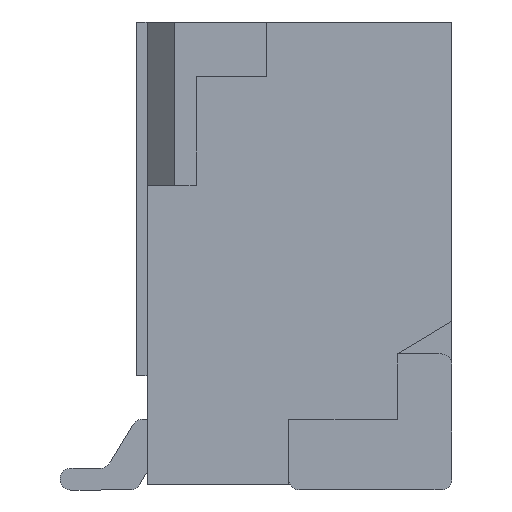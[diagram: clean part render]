
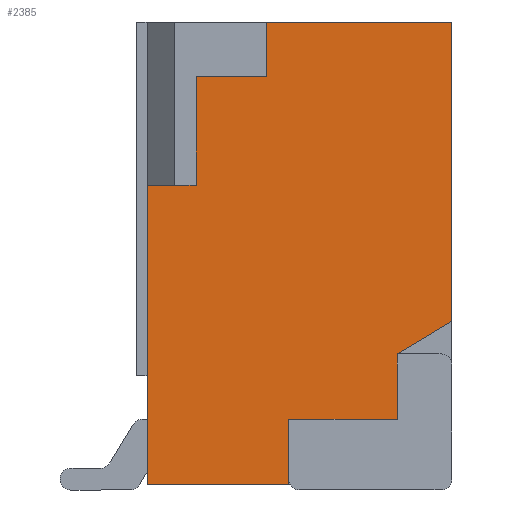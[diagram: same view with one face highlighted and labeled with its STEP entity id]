
A CAD part, left-side view. The second image highlights one B-rep face of the part: STEP entity #2385.
In plain terms, the highlighted planar face has unit normal (-1, 0, 0).
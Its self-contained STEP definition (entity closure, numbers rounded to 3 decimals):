
#2385=ADVANCED_FACE('',(#5554),#5556,.T.);
#5554=FACE_BOUND('',#5555,.T.);
#5555=EDGE_LOOP('',(#8140,#8141,#8142,#8143,#8144,#8145,#8146,#8147,#8148,#8149,
#8150,#8151));
#5556=PLANE('',#5557);
#5557=AXIS2_PLACEMENT_3D('',#5558,#5559,#5560);
#5558=CARTESIAN_POINT('',(-1.5,0.,0.));
#5559=DIRECTION('',(-1.,0.,0.));
#5560=DIRECTION('',(0.,0.,1.));
#8140=ORIENTED_EDGE('',*,*,#9853,.T.);
#8141=ORIENTED_EDGE('',*,*,#9854,.T.);
#8142=ORIENTED_EDGE('',*,*,#9855,.T.);
#8143=ORIENTED_EDGE('',*,*,#9856,.T.);
#8144=ORIENTED_EDGE('',*,*,#9857,.T.);
#8145=ORIENTED_EDGE('',*,*,#9750,.T.);
#8146=ORIENTED_EDGE('',*,*,#9852,.T.);
#8147=ORIENTED_EDGE('',*,*,#9858,.T.);
#8148=ORIENTED_EDGE('',*,*,#9859,.T.);
#8149=ORIENTED_EDGE('',*,*,#9860,.T.);
#8150=ORIENTED_EDGE('',*,*,#9828,.T.);
#8151=ORIENTED_EDGE('',*,*,#9861,.T.);
#9750=EDGE_CURVE('',#11390,#11388,#11391,.T.);
#9828=EDGE_CURVE('',#11545,#11543,#11546,.T.);
#9852=EDGE_CURVE('',#11388,#11583,#11585,.F.);
#9853=EDGE_CURVE('',#11586,#11587,#11588,.F.);
#9854=EDGE_CURVE('',#11587,#11589,#11590,.F.);
#9855=EDGE_CURVE('',#11589,#11591,#11592,.F.);
#9856=EDGE_CURVE('',#11591,#11593,#11594,.F.);
#9857=EDGE_CURVE('',#11593,#11390,#11595,.T.);
#9858=EDGE_CURVE('',#11583,#11596,#11597,.F.);
#9859=EDGE_CURVE('',#11596,#11598,#11599,.F.);
#9860=EDGE_CURVE('',#11598,#11545,#11600,.F.);
#9861=EDGE_CURVE('',#11543,#11586,#11601,.T.);
#11388=VERTEX_POINT('',#14824);
#11390=VERTEX_POINT('',#14828);
#11391=LINE('',#14829,#14830);
#11543=VERTEX_POINT('',#15135);
#11545=VERTEX_POINT('',#15139);
#11546=LINE('',#15140,#15141);
#11583=VERTEX_POINT('',#15223);
#11585=LINE('',#15227,#15228);
#11586=VERTEX_POINT('',#15230);
#11587=VERTEX_POINT('',#15231);
#11588=LINE('',#15232,#15233);
#11589=VERTEX_POINT('',#15235);
#11590=LINE('',#15236,#15237);
#11591=VERTEX_POINT('',#15239);
#11592=LINE('',#15240,#15241);
#11593=VERTEX_POINT('',#15243);
#11594=LINE('',#15244,#15245);
#11595=LINE('',#15247,#15248);
#11596=VERTEX_POINT('',#15250);
#11597=LINE('',#15251,#15252);
#11598=VERTEX_POINT('',#15254);
#11599=LINE('',#15255,#15256);
#11600=LINE('',#15258,#15259);
#11601=LINE('',#15261,#15262);
#14824=CARTESIAN_POINT('',(-1.5,-1.2,4.25));
#14828=CARTESIAN_POINT('',(-1.5,-2.9,4.25));
#14829=CARTESIAN_POINT('',(-1.5,-2.9,4.25));
#14830=VECTOR('',#14831,1.);
#14831=DIRECTION('',(0.,1.,0.));
#15135=CARTESIAN_POINT('',(-1.5,-0.1,0.));
#15139=CARTESIAN_POINT('',(-1.5,-0.1,2.75));
#15140=CARTESIAN_POINT('',(-1.5,-0.1,2.75));
#15141=VECTOR('',#15142,1.);
#15142=DIRECTION('',(0.,0.,-1.));
#15223=CARTESIAN_POINT('',(-1.5,-1.2,3.75));
#15227=CARTESIAN_POINT('',(-1.5,-1.2,3.75));
#15228=VECTOR('',#15229,1.);
#15229=DIRECTION('',(0.,0.,1.));
#15230=CARTESIAN_POINT('',(-1.5,-1.4,0.));
#15231=CARTESIAN_POINT('',(-1.5,-1.4,0.6));
#15232=CARTESIAN_POINT('',(-1.5,-1.4,0.6));
#15233=VECTOR('',#15234,1.);
#15234=DIRECTION('',(0.,0.,-1.));
#15235=CARTESIAN_POINT('',(-1.5,-2.4,0.6));
#15236=CARTESIAN_POINT('',(-1.5,-2.4,0.6));
#15237=VECTOR('',#15238,1.);
#15238=DIRECTION('',(0.,1.,0.));
#15239=CARTESIAN_POINT('',(-1.5,-2.4,1.2));
#15240=CARTESIAN_POINT('',(-1.5,-2.4,1.2));
#15241=VECTOR('',#15242,1.);
#15242=DIRECTION('',(0.,0.,-1.));
#15243=CARTESIAN_POINT('',(-1.5,-2.9,1.5));
#15244=CARTESIAN_POINT('',(-1.5,-2.9,1.5));
#15245=VECTOR('',#15246,1.);
#15246=DIRECTION('',(0.,0.857,-0.514));
#15247=CARTESIAN_POINT('',(-1.5,-2.9,1.5));
#15248=VECTOR('',#15249,1.);
#15249=DIRECTION('',(0.,0.,1.));
#15250=CARTESIAN_POINT('',(-1.5,-0.55,3.75));
#15251=CARTESIAN_POINT('',(-1.5,-0.55,3.75));
#15252=VECTOR('',#15253,1.);
#15253=DIRECTION('',(0.,-1.,0.));
#15254=CARTESIAN_POINT('',(-1.5,-0.55,2.75));
#15255=CARTESIAN_POINT('',(-1.5,-0.55,2.75));
#15256=VECTOR('',#15257,1.);
#15257=DIRECTION('',(0.,0.,1.));
#15258=CARTESIAN_POINT('',(-1.5,-0.1,2.75));
#15259=VECTOR('',#15260,1.);
#15260=DIRECTION('',(0.,-1.,0.));
#15261=CARTESIAN_POINT('',(-1.5,-0.1,0.));
#15262=VECTOR('',#15263,1.);
#15263=DIRECTION('',(0.,-1.,0.));
